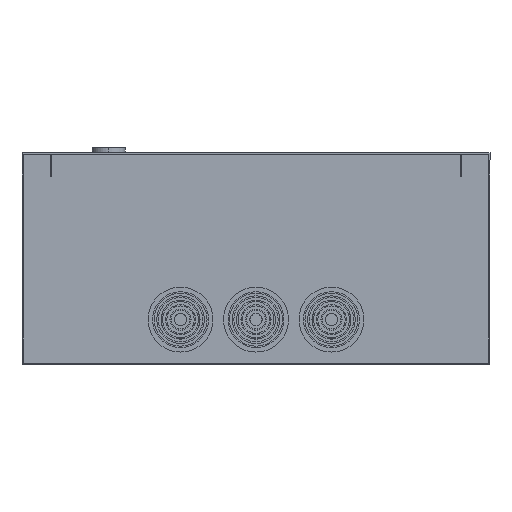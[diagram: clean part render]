
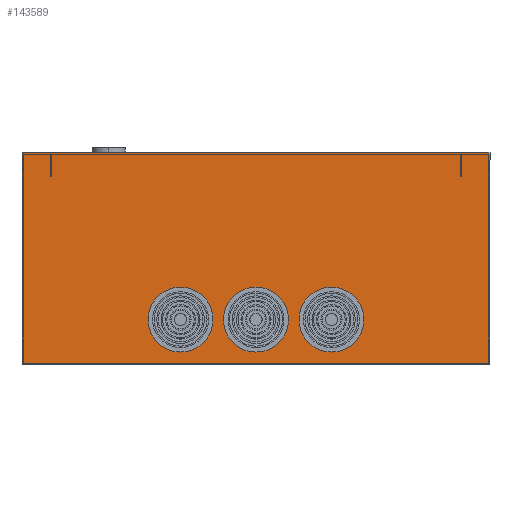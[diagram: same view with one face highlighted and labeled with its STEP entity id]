
A CAD part, front view. The second image highlights one B-rep face of the part: STEP entity #143589.
In plain terms, the highlighted planar face has unit normal (0, -1, 0).
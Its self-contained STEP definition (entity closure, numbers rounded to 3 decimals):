
#2271 = DIRECTION ( 'NONE',  ( 0., 0., -1. ) ) ;
#3024 = FACE_BOUND ( 'NONE', #96748, .T. ) ;
#4922 = ORIENTED_EDGE ( 'NONE', *, *, #154708, .T. ) ;
#5475 = EDGE_CURVE ( 'NONE', #35634, #97218, #26522, .T. ) ;
#5982 = CARTESIAN_POINT ( 'NONE',  ( 155., -480., 139.2 ) ) ;
#7240 = VERTEX_POINT ( 'NONE', #7919 ) ;
#7919 = CARTESIAN_POINT ( 'NONE',  ( -155., -480., -0.8 ) ) ;
#9314 = AXIS2_PLACEMENT_3D ( 'NONE', #99982, #168877, #74048 ) ;
#9340 = AXIS2_PLACEMENT_3D ( 'NONE', #125725, #39978, #94645 ) ;
#10602 = DIRECTION ( 'NONE',  ( 0., 1., 0. ) ) ;
#14308 = EDGE_CURVE ( 'NONE', #28497, #156238, #148566, .T. ) ;
#15304 = ORIENTED_EDGE ( 'NONE', *, *, #14308, .T. ) ;
#15680 = DIRECTION ( 'NONE',  ( 0., 1., 0. ) ) ;
#16343 = EDGE_CURVE ( 'NONE', #103099, #7240, #171883, .T. ) ;
#16637 = ORIENTED_EDGE ( 'NONE', *, *, #90933, .T. ) ;
#21548 = DIRECTION ( 'NONE',  ( -1., 0., 0. ) ) ;
#22256 = EDGE_LOOP ( 'NONE', ( #4922, #65410 ) ) ;
#26359 = FACE_BOUND ( 'NONE', #22256, .T. ) ;
#26522 = CIRCLE ( 'NONE', #9314, 18.5 ) ;
#28497 = VERTEX_POINT ( 'NONE', #161506 ) ;
#34056 = CIRCLE ( 'NONE', #76996, 18.5 ) ;
#35634 = VERTEX_POINT ( 'NONE', #121590 ) ;
#39978 = DIRECTION ( 'NONE',  ( 0., 1., 0. ) ) ;
#43318 = AXIS2_PLACEMENT_3D ( 'NONE', #145894, #92379, #77237 ) ;
#46818 = DIRECTION ( 'NONE',  ( 0., 0., 1. ) ) ;
#48670 = CARTESIAN_POINT ( 'NONE',  ( 153.2, -480., -0.8 ) ) ;
#50926 = EDGE_LOOP ( 'NONE', ( #15304, #65415 ) ) ;
#51117 = AXIS2_PLACEMENT_3D ( 'NONE', #78738, #10602, #98660 ) ;
#51152 = ORIENTED_EDGE ( 'NONE', *, *, #61028, .F. ) ;
#53733 = CARTESIAN_POINT ( 'NONE',  ( -50., -480., 47.3 ) ) ;
#56751 = FACE_OUTER_BOUND ( 'NONE', #115070, .T. ) ;
#57196 = ORIENTED_EDGE ( 'NONE', *, *, #16343, .T. ) ;
#58695 = CARTESIAN_POINT ( 'NONE',  ( 155., -480., 139.2 ) ) ;
#60475 = DIRECTION ( 'NONE',  ( 0., 0., -1. ) ) ;
#61028 = EDGE_CURVE ( 'NONE', #88696, #104921, #88184, .T. ) ;
#61949 = CARTESIAN_POINT ( 'NONE',  ( 153.2, -480., 139.2 ) ) ;
#62761 = VECTOR ( 'NONE', #75608, 1000. ) ;
#63422 = EDGE_CURVE ( 'NONE', #165002, #155240, #100789, .T. ) ;
#64487 = VECTOR ( 'NONE', #21548, 1000. ) ;
#65410 = ORIENTED_EDGE ( 'NONE', *, *, #63422, .T. ) ;
#65415 = ORIENTED_EDGE ( 'NONE', *, *, #146427, .T. ) ;
#74048 = DIRECTION ( 'NONE',  ( 0., 0., 1. ) ) ;
#74315 = VECTOR ( 'NONE', #60475, 1000. ) ;
#75608 = DIRECTION ( 'NONE',  ( 1., 0., 0. ) ) ;
#75663 = CARTESIAN_POINT ( 'NONE',  ( 0., -480., 47.3 ) ) ;
#76220 = CARTESIAN_POINT ( 'NONE',  ( -155., -480., 139.2 ) ) ;
#76996 = AXIS2_PLACEMENT_3D ( 'NONE', #156068, #15680, #2271 ) ;
#77237 = DIRECTION ( 'NONE',  ( 0., 0., 1. ) ) ;
#78738 = CARTESIAN_POINT ( 'NONE',  ( 0., -480., 28.8 ) ) ;
#81029 = PLANE ( 'NONE',  #136699 ) ;
#88184 = LINE ( 'NONE', #58695, #74315 ) ;
#88696 = VERTEX_POINT ( 'NONE', #5982 ) ;
#90933 = EDGE_CURVE ( 'NONE', #7240, #104921, #172175, .T. ) ;
#90940 = DIRECTION ( 'NONE',  ( 0., 1., 0. ) ) ;
#92379 = DIRECTION ( 'NONE',  ( 0., 1., 0. ) ) ;
#94645 = DIRECTION ( 'NONE',  ( 0., 0., -1. ) ) ;
#96748 = EDGE_LOOP ( 'NONE', ( #145444, #112884 ) ) ;
#97218 = VERTEX_POINT ( 'NONE', #75663 ) ;
#98660 = DIRECTION ( 'NONE',  ( 0., 0., 1. ) ) ;
#99982 = CARTESIAN_POINT ( 'NONE',  ( 0., -480., 28.8 ) ) ;
#100789 = CIRCLE ( 'NONE', #9340, 18.5 ) ;
#103099 = VERTEX_POINT ( 'NONE', #154113 ) ;
#104921 = VERTEX_POINT ( 'NONE', #124784 ) ;
#106029 = CARTESIAN_POINT ( 'NONE',  ( -50., -480., 28.8 ) ) ;
#112884 = ORIENTED_EDGE ( 'NONE', *, *, #154475, .T. ) ;
#114818 = CARTESIAN_POINT ( 'NONE',  ( 50., -480., 10.3 ) ) ;
#115070 = EDGE_LOOP ( 'NONE', ( #57196, #16637, #51152, #157238 ) ) ;
#115630 = CARTESIAN_POINT ( 'NONE',  ( 153.2, -480., 139.2 ) ) ;
#117198 = DIRECTION ( 'NONE',  ( 0., 0., -1. ) ) ;
#120433 = CIRCLE ( 'NONE', #43318, 18.5 ) ;
#121590 = CARTESIAN_POINT ( 'NONE',  ( 0., -480., 10.3 ) ) ;
#124784 = CARTESIAN_POINT ( 'NONE',  ( 155., -480., -0.8 ) ) ;
#125725 = CARTESIAN_POINT ( 'NONE',  ( 50., -480., 28.8 ) ) ;
#128323 = EDGE_CURVE ( 'NONE', #88696, #103099, #129828, .T. ) ;
#128526 = AXIS2_PLACEMENT_3D ( 'NONE', #106029, #90940, #131970 ) ;
#129828 = LINE ( 'NONE', #61949, #64487 ) ;
#131970 = DIRECTION ( 'NONE',  ( 0., 0., 1. ) ) ;
#136699 = AXIS2_PLACEMENT_3D ( 'NONE', #115630, #170307, #46818 ) ;
#143589 = ADVANCED_FACE ( 'NONE', ( #56751, #151521, #26359, #3024 ), #81029, .T. ) ;
#145240 = CIRCLE ( 'NONE', #51117, 18.5 ) ;
#145444 = ORIENTED_EDGE ( 'NONE', *, *, #5475, .T. ) ;
#145894 = CARTESIAN_POINT ( 'NONE',  ( -50., -480., 28.8 ) ) ;
#146427 = EDGE_CURVE ( 'NONE', #156238, #28497, #120433, .T. ) ;
#148566 = CIRCLE ( 'NONE', #128526, 18.5 ) ;
#151521 = FACE_BOUND ( 'NONE', #50926, .T. ) ;
#154113 = CARTESIAN_POINT ( 'NONE',  ( -155., -480., 139.2 ) ) ;
#154475 = EDGE_CURVE ( 'NONE', #97218, #35634, #145240, .T. ) ;
#154708 = EDGE_CURVE ( 'NONE', #155240, #165002, #34056, .T. ) ;
#155240 = VERTEX_POINT ( 'NONE', #114818 ) ;
#156068 = CARTESIAN_POINT ( 'NONE',  ( 50., -480., 28.8 ) ) ;
#156238 = VERTEX_POINT ( 'NONE', #53733 ) ;
#156800 = CARTESIAN_POINT ( 'NONE',  ( 50., -480., 47.3 ) ) ;
#157238 = ORIENTED_EDGE ( 'NONE', *, *, #128323, .T. ) ;
#161506 = CARTESIAN_POINT ( 'NONE',  ( -50., -480., 10.3 ) ) ;
#165002 = VERTEX_POINT ( 'NONE', #156800 ) ;
#168877 = DIRECTION ( 'NONE',  ( 0., 1., 0. ) ) ;
#169895 = VECTOR ( 'NONE', #117198, 1000. ) ;
#170307 = DIRECTION ( 'NONE',  ( 0., -1., 0. ) ) ;
#171883 = LINE ( 'NONE', #76220, #169895 ) ;
#172175 = LINE ( 'NONE', #48670, #62761 ) ;
